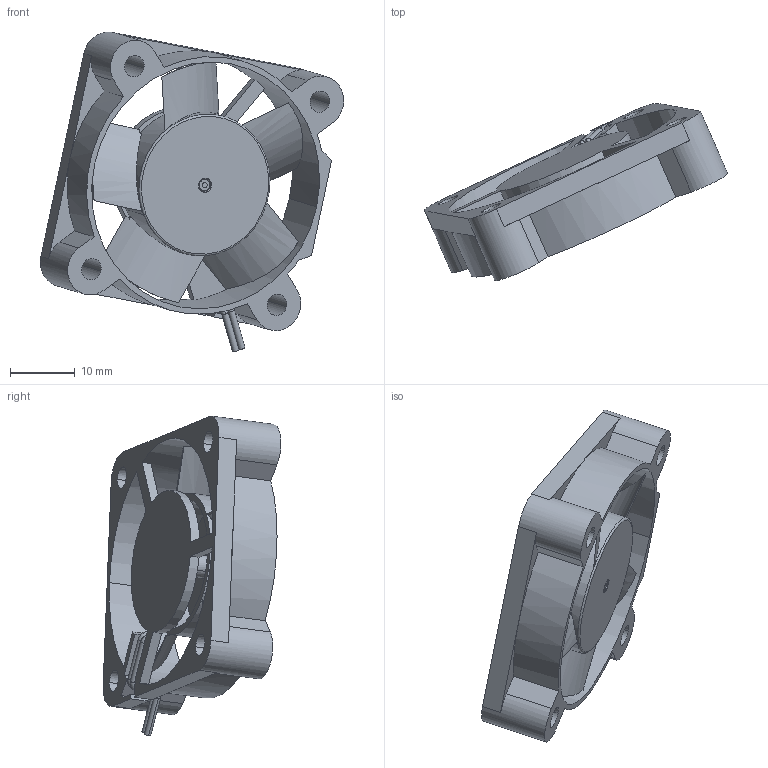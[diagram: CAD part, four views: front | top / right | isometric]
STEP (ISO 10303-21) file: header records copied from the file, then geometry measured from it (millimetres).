
FILE_DESCRIPTION (( 'STEP AP214' ), '1' );
FILE_NAME ('40mm_fan.STEP', '2016-09-01T05:32:08', ( '' ), ( '' ), 'SwSTEP 2.0', 'SolidWorks 2015', '' );
FILE_SCHEMA (( 'AUTOMOTIVE_DESIGN' ));
Length unit declared in the file: millimetre
Products named in the file (3): blade; 40mm_fan; 40x40x10
Assembly tree (2 placements, depth 2):
  40mm_fan
    40x40x10
    blade
Bounding box: 46.71 x 27.39 x 49.28 mm (x, y, z)
Volume: 5093 mm3; surface area: 8308.4 mm2
Topology: 4 solids, 4 shells, 180 faces, 477 edges, 314 vertices
Faces by surface type: plane 80, cylinder 68, torus 22, bspline 10
Entity records: 6573 total; most frequent: CARTESIAN_POINT 1388, DIRECTION 1009, ORIENTED_EDGE 954, EDGE_CURVE 477, AXIS2_PLACEMENT_3D 389, VERTEX_POINT 314, LINE 231, VECTOR 231
